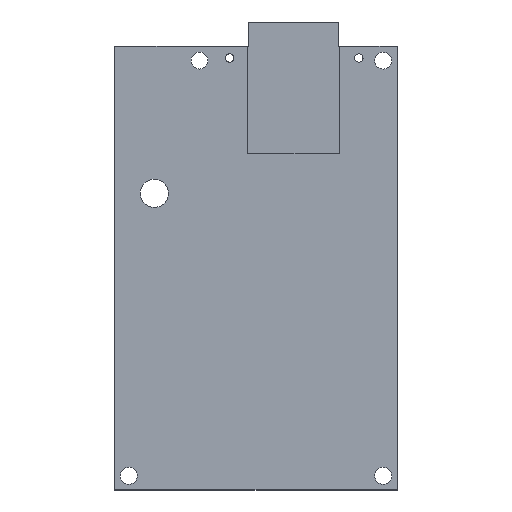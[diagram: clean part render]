
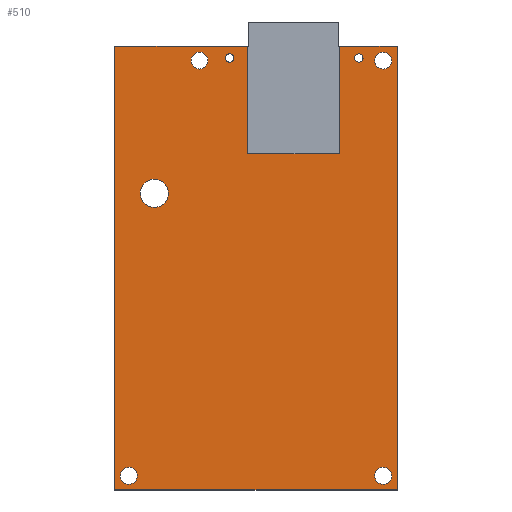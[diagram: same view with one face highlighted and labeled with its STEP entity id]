
A CAD part, top view. The second image highlights one B-rep face of the part: STEP entity #510.
In plain terms, the highlighted planar face has unit normal (0, 0, 1).
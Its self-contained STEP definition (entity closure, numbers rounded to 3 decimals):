
#35=FACE_BOUND('',#94,.T.);
#36=FACE_BOUND('',#95,.T.);
#37=FACE_BOUND('',#96,.T.);
#38=FACE_BOUND('',#97,.T.);
#39=FACE_BOUND('',#98,.T.);
#40=FACE_BOUND('',#99,.T.);
#41=FACE_BOUND('',#100,.T.);
#49=CIRCLE('',#561,1.5);
#50=CIRCLE('',#562,1.5);
#51=CIRCLE('',#563,1.5);
#52=CIRCLE('',#564,0.75);
#53=CIRCLE('',#565,1.5);
#54=CIRCLE('',#566,0.75);
#55=CIRCLE('',#567,2.5);
#59=FACE_OUTER_BOUND('',#93,.T.);
#93=EDGE_LOOP('',(#372,#373,#374,#375,#376,#377,#378,#379));
#94=EDGE_LOOP('',(#380));
#95=EDGE_LOOP('',(#381));
#96=EDGE_LOOP('',(#382));
#97=EDGE_LOOP('',(#383));
#98=EDGE_LOOP('',(#384));
#99=EDGE_LOOP('',(#385));
#100=EDGE_LOOP('',(#386));
#124=LINE('',#740,#179);
#128=LINE('',#748,#183);
#137=LINE('',#780,#192);
#138=LINE('',#782,#193);
#139=LINE('',#784,#194);
#140=LINE('',#786,#195);
#141=LINE('',#788,#196);
#142=LINE('',#789,#197);
#179=VECTOR('',#598,10.);
#183=VECTOR('',#604,10.);
#192=VECTOR('',#631,10.);
#193=VECTOR('',#632,10.);
#194=VECTOR('',#633,10.);
#195=VECTOR('',#634,10.);
#196=VECTOR('',#635,10.);
#197=VECTOR('',#636,10.);
#234=VERTEX_POINT('',#738);
#235=VERTEX_POINT('',#739);
#238=VERTEX_POINT('',#747);
#252=VERTEX_POINT('',#779);
#253=VERTEX_POINT('',#781);
#254=VERTEX_POINT('',#783);
#255=VERTEX_POINT('',#785);
#256=VERTEX_POINT('',#787);
#257=VERTEX_POINT('',#790);
#258=VERTEX_POINT('',#792);
#259=VERTEX_POINT('',#794);
#260=VERTEX_POINT('',#796);
#261=VERTEX_POINT('',#798);
#262=VERTEX_POINT('',#800);
#263=VERTEX_POINT('',#802);
#280=EDGE_CURVE('',#234,#235,#124,.T.);
#284=EDGE_CURVE('',#238,#234,#128,.T.);
#300=EDGE_CURVE('',#235,#252,#137,.T.);
#301=EDGE_CURVE('',#252,#253,#138,.T.);
#302=EDGE_CURVE('',#253,#254,#139,.T.);
#303=EDGE_CURVE('',#254,#255,#140,.T.);
#304=EDGE_CURVE('',#255,#256,#141,.T.);
#305=EDGE_CURVE('',#256,#238,#142,.T.);
#306=EDGE_CURVE('',#257,#257,#49,.T.);
#307=EDGE_CURVE('',#258,#258,#50,.T.);
#308=EDGE_CURVE('',#259,#259,#51,.T.);
#309=EDGE_CURVE('',#260,#260,#52,.T.);
#310=EDGE_CURVE('',#261,#261,#53,.T.);
#311=EDGE_CURVE('',#262,#262,#54,.T.);
#312=EDGE_CURVE('',#263,#263,#55,.T.);
#372=ORIENTED_EDGE('',*,*,#300,.T.);
#373=ORIENTED_EDGE('',*,*,#301,.T.);
#374=ORIENTED_EDGE('',*,*,#302,.T.);
#375=ORIENTED_EDGE('',*,*,#303,.T.);
#376=ORIENTED_EDGE('',*,*,#304,.T.);
#377=ORIENTED_EDGE('',*,*,#305,.T.);
#378=ORIENTED_EDGE('',*,*,#284,.T.);
#379=ORIENTED_EDGE('',*,*,#280,.T.);
#380=ORIENTED_EDGE('',*,*,#306,.T.);
#381=ORIENTED_EDGE('',*,*,#307,.T.);
#382=ORIENTED_EDGE('',*,*,#308,.T.);
#383=ORIENTED_EDGE('',*,*,#309,.T.);
#384=ORIENTED_EDGE('',*,*,#310,.T.);
#385=ORIENTED_EDGE('',*,*,#311,.T.);
#386=ORIENTED_EDGE('',*,*,#312,.T.);
#490=PLANE('',#560);
#510=ADVANCED_FACE('',(#59,#35,#36,#37,#38,#39,#40,#41),#490,.T.);
#560=AXIS2_PLACEMENT_3D('',#778,#629,#630);
#561=AXIS2_PLACEMENT_3D('',#791,#637,#638);
#562=AXIS2_PLACEMENT_3D('',#793,#639,#640);
#563=AXIS2_PLACEMENT_3D('',#795,#641,#642);
#564=AXIS2_PLACEMENT_3D('',#797,#643,#644);
#565=AXIS2_PLACEMENT_3D('',#799,#645,#646);
#566=AXIS2_PLACEMENT_3D('',#801,#647,#648);
#567=AXIS2_PLACEMENT_3D('',#803,#649,#650);
#598=DIRECTION('',(-1.,0.,0.));
#604=DIRECTION('',(0.,-1.,0.));
#629=DIRECTION('center_axis',(0.,0.,1.));
#630=DIRECTION('ref_axis',(1.,0.,0.));
#631=DIRECTION('',(0.,1.,0.));
#632=DIRECTION('',(-1.,0.,0.));
#633=DIRECTION('',(0.,-1.,0.));
#634=DIRECTION('',(1.,0.,0.));
#635=DIRECTION('',(0.,1.,0.));
#636=DIRECTION('',(-1.,0.,0.));
#637=DIRECTION('center_axis',(0.,0.,-1.));
#638=DIRECTION('ref_axis',(1.,0.,0.));
#639=DIRECTION('center_axis',(0.,0.,-1.));
#640=DIRECTION('ref_axis',(1.,0.,0.));
#641=DIRECTION('center_axis',(0.,0.,-1.));
#642=DIRECTION('ref_axis',(1.,0.,0.));
#643=DIRECTION('center_axis',(0.,0.,-1.));
#644=DIRECTION('ref_axis',(1.,0.,0.));
#645=DIRECTION('center_axis',(0.,0.,-1.));
#646=DIRECTION('ref_axis',(1.,0.,0.));
#647=DIRECTION('center_axis',(0.,0.,-1.));
#648=DIRECTION('ref_axis',(1.,0.,0.));
#649=DIRECTION('center_axis',(0.,0.,-1.));
#650=DIRECTION('ref_axis',(1.,0.,0.));
#738=CARTESIAN_POINT('',(39.77,-19.,1.65));
#739=CARTESIAN_POINT('',(23.5,-19.,1.65));
#740=CARTESIAN_POINT('',(32.385,-19.,1.65));
#747=CARTESIAN_POINT('',(39.77,0.,1.65));
#748=CARTESIAN_POINT('',(39.77,0.,1.65));
#778=CARTESIAN_POINT('Origin',(25.,-39.251,1.65));
#779=CARTESIAN_POINT('',(23.5,0.,1.65));
#780=CARTESIAN_POINT('',(23.5,-28.645,1.65));
#781=CARTESIAN_POINT('',(0.,0.,1.65));
#782=CARTESIAN_POINT('',(0.,0.,1.65));
#783=CARTESIAN_POINT('',(0.,-78.501,1.65));
#784=CARTESIAN_POINT('',(0.,-78.501,1.65));
#785=CARTESIAN_POINT('',(50.,-78.501,1.65));
#786=CARTESIAN_POINT('',(50.,-78.501,1.65));
#787=CARTESIAN_POINT('',(50.,0.,1.65));
#788=CARTESIAN_POINT('',(50.,0.,1.65));
#789=CARTESIAN_POINT('',(0.,0.,1.65));
#790=CARTESIAN_POINT('',(46.,-2.5,1.65));
#791=CARTESIAN_POINT('Origin',(47.5,-2.5,1.65));
#792=CARTESIAN_POINT('',(46.,-76.,1.65));
#793=CARTESIAN_POINT('Origin',(47.5,-76.,1.65));
#794=CARTESIAN_POINT('',(13.5,-2.5,1.65));
#795=CARTESIAN_POINT('Origin',(15.,-2.5,1.65));
#796=CARTESIAN_POINT('',(42.45,-2.04,1.65));
#797=CARTESIAN_POINT('Origin',(43.2,-2.04,1.65));
#798=CARTESIAN_POINT('',(1.,-76.,1.65));
#799=CARTESIAN_POINT('Origin',(2.5,-76.,1.65));
#800=CARTESIAN_POINT('',(19.59,-2.04,1.65));
#801=CARTESIAN_POINT('Origin',(20.34,-2.04,1.65));
#802=CARTESIAN_POINT('',(4.5,-26.,1.65));
#803=CARTESIAN_POINT('Origin',(7.,-26.,1.65));
